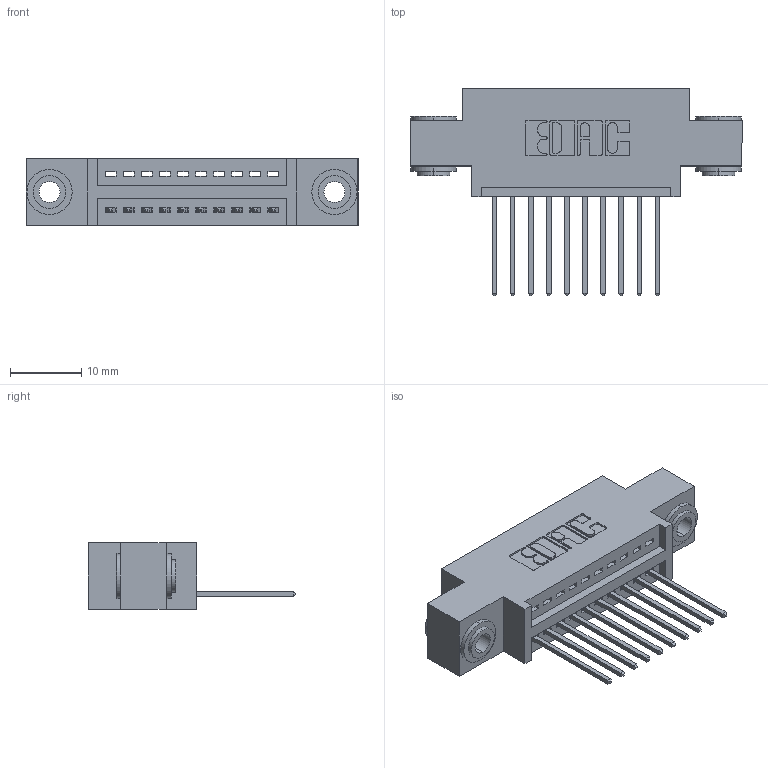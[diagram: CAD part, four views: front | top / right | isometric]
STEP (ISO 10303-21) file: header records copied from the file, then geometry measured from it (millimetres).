
FILE_DESCRIPTION (( 'STEP AP203' ), '1' );
FILE_NAME ('345-010-540-603.STEP', '2019-10-03T22:04:21', ( '' ), ( '' ), 'SwSTEP 2.0', 'SolidWorks 2016', '' );
FILE_SCHEMA (( 'CONFIG_CONTROL_DESIGN' ));
Length unit declared in the file: inch
Products named in the file (4): 345-250-002_345-250-002-102; 345 Part_0.170 Offset - 0.156 Dia-TH; 345-292-001_345-293-140; 345-010-540-603
Assembly tree (13 placements, depth 2):
  345-010-540-603
    345 Part_0.170 Offset - 0.156 Dia-TH
    345-292-001_345-293-140  x10
    345-250-002_345-250-002-102  x2
Bounding box: 46.61 x 29.13 x 9.4 mm (x, y, z)
Volume: 4084.4 mm3; surface area: 5431.3 mm2
Topology: 13 solids, 13 shells, 748 faces, 2189 edges, 1442 vertices
Faces by surface type: plane 494, cylinder 246, cone 8
Entity records: 12634 total; most frequent: CARTESIAN_POINT 2169, ORIENTED_EDGE 2106, DIRECTION 1971, EDGE_CURVE 1053, LINE 857, VECTOR 857, VERTEX_POINT 698, AXIS2_PLACEMENT_3D 557
